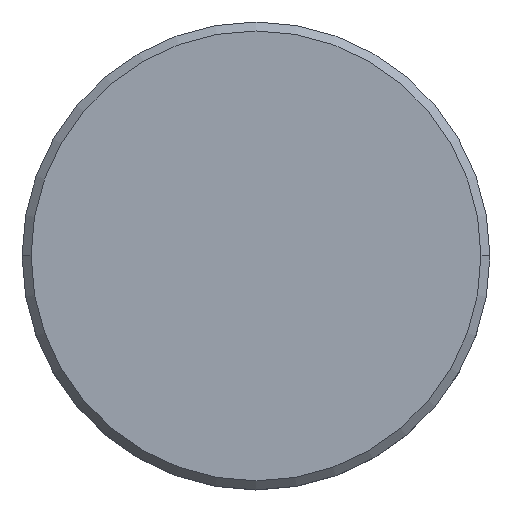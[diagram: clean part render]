
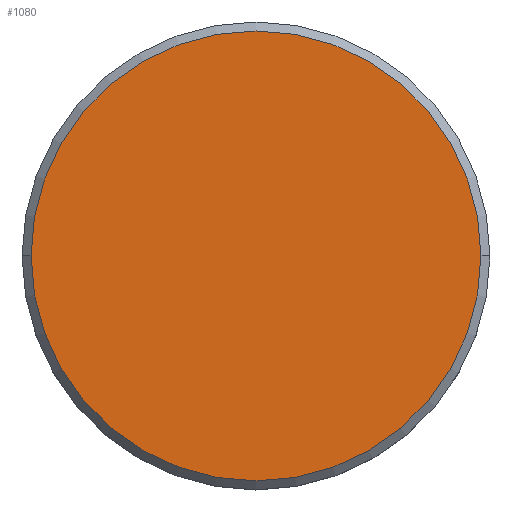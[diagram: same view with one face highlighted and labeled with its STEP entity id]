
A CAD part, top view. The second image highlights one B-rep face of the part: STEP entity #1080.
In plain terms, the highlighted planar face has unit normal (0, 0, 1).
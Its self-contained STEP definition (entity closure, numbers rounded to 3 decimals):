
#2 = DIRECTION ( 'NONE',  ( 1., 0., 0. ) ) ;
#86 = FACE_OUTER_BOUND ( 'NONE', #511, .T. ) ;
#154 = AXIS2_PLACEMENT_3D ( 'NONE', #779, #470, #858 ) ;
#176 = CIRCLE ( 'NONE', #154, 12.5 ) ;
#177 = CARTESIAN_POINT ( 'NONE',  ( 0., 0., 0. ) ) ;
#257 = CARTESIAN_POINT ( 'NONE',  ( 0., 0., 0. ) ) ;
#423 = DIRECTION ( 'NONE',  ( 0., 0., 1. ) ) ;
#470 = DIRECTION ( 'NONE',  ( 0., 0., 1. ) ) ;
#480 = AXIS2_PLACEMENT_3D ( 'NONE', #177, #423, #1116 ) ;
#496 = EDGE_CURVE ( 'NONE', #815, #948, #176, .T. ) ;
#511 = EDGE_LOOP ( 'NONE', ( #932, #679 ) ) ;
#538 = DIRECTION ( 'NONE',  ( 0., 0., 1. ) ) ;
#585 = CARTESIAN_POINT ( 'NONE',  ( 12.5, 0., 0. ) ) ;
#679 = ORIENTED_EDGE ( 'NONE', *, *, #741, .T. ) ;
#741 = EDGE_CURVE ( 'NONE', #948, #815, #765, .T. ) ;
#765 = CIRCLE ( 'NONE', #480, 12.5 ) ;
#779 = CARTESIAN_POINT ( 'NONE',  ( 0., 0., 0. ) ) ;
#815 = VERTEX_POINT ( 'NONE', #1012 ) ;
#837 = PLANE ( 'NONE',  #1111 ) ;
#858 = DIRECTION ( 'NONE',  ( 1., 0., 0. ) ) ;
#932 = ORIENTED_EDGE ( 'NONE', *, *, #496, .T. ) ;
#948 = VERTEX_POINT ( 'NONE', #585 ) ;
#1012 = CARTESIAN_POINT ( 'NONE',  ( -12.5, 0., 0. ) ) ;
#1080 = ADVANCED_FACE ( 'NONE', ( #86 ), #837, .T. ) ;
#1111 = AXIS2_PLACEMENT_3D ( 'NONE', #257, #538, #2 ) ;
#1116 = DIRECTION ( 'NONE',  ( 1., 0., 0. ) ) ;
